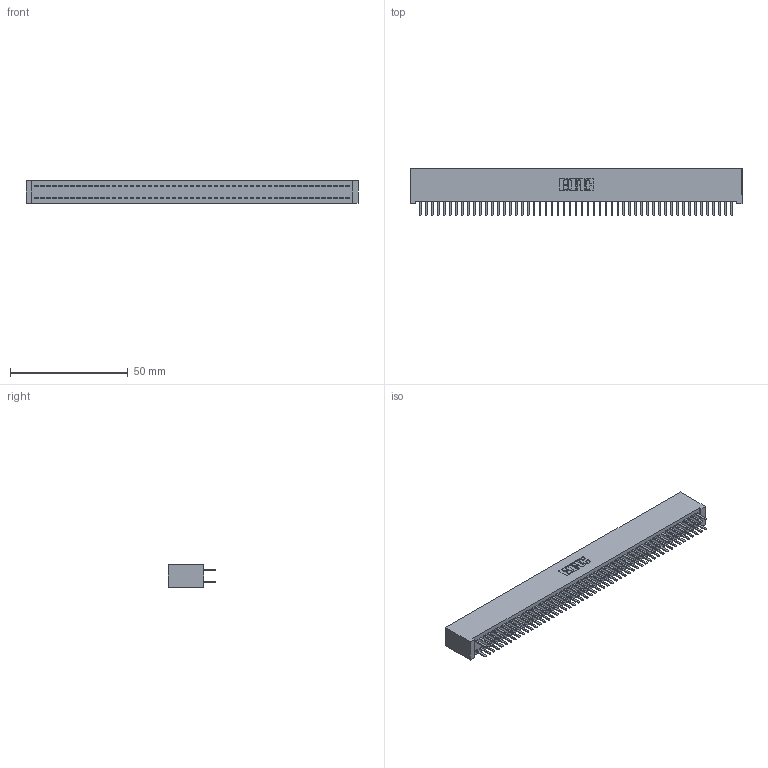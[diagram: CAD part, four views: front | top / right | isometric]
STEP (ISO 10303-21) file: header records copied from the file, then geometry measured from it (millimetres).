
FILE_DESCRIPTION (( 'STEP AP203' ), '1' );
FILE_NAME ('392-106-520-201.STEP', '2018-08-18T20:00:59', ( '' ), ( '' ), 'SwSTEP 2.0', 'SolidWorks 2016', '' );
FILE_SCHEMA (( 'CONFIG_CONTROL_DESIGN' ));
Length unit declared in the file: inch
Products named in the file (3): 342 Part_Lugless; 345-292-001_345-293-120; 392-106-520-201
Assembly tree (107 placements, depth 2):
  392-106-520-201
    342 Part_Lugless
    345-292-001_345-293-120  x106
Bounding box: 140.87 x 20.02 x 9.4 mm (x, y, z)
Volume: 13102 mm3; surface area: 21934.1 mm2
Topology: 107 solids, 107 shells, 6038 faces, 17553 edges, 11418 vertices
Faces by surface type: plane 4090, cylinder 1948
Entity records: 32379 total; most frequent: CARTESIAN_POINT 5362, ORIENTED_EDGE 5286, DIRECTION 4543, EDGE_CURVE 2643, LINE 2519, VECTOR 2519, VERTEX_POINT 1758, AXIS2_PLACEMENT_3D 1012
